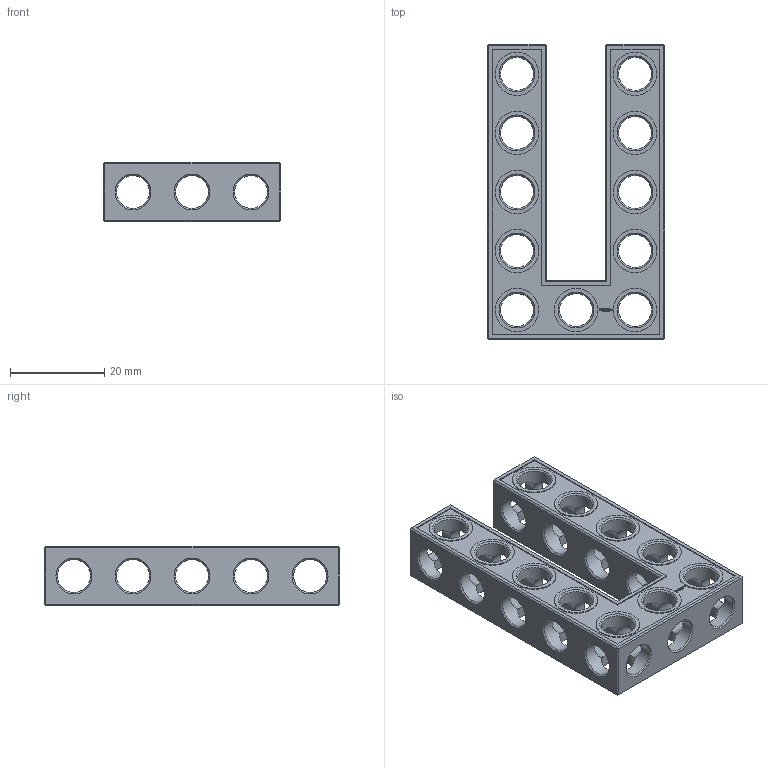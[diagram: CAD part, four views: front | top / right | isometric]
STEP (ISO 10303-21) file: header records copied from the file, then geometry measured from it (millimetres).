
FILE_DESCRIPTION(('FreeCAD Model'),'2;1');
FILE_NAME('Open CASCADE Shape Model','2022-02-22T22:54:38',( 'Paulo Kiefe'),('STEMFIE.org'),'Open CASCADE STEP processor 7.4', 'FreeCAD','Unknown');
FILE_SCHEMA(('AUTOMOTIVE_DESIGN { 1 0 10303 214 1 1 1 1 }'));
Products named in the file (1): Beam_AGD_ESS_USH_SYM_BU03x05x01_-_SPN-BEM-0304_(stemfie.org)
Bounding box: 37.5 x 62.5 x 12.5 mm (x, y, z)
Volume: 10749.5 mm3; surface area: 9747.5 mm2
Topology: 1 solids, 1 shells, 661 faces, 1885 edges, 1227 vertices
Faces by surface type: plane 390, extrusion 158, cylinder 67, cone 46
Full cylindrical faces by diameter (mm): 6.98 x12, 7 x44, 9.2 x11
Entity records: 85766 total; most frequent: CARTESIAN_POINT 50079, DIRECTION 5725, VECTOR 4262, LINE 4104, ORIENTED_EDGE 3770, PCURVE 3770, DEFINITIONAL_REPRESENTATION 3770, EDGE_CURVE 1885
